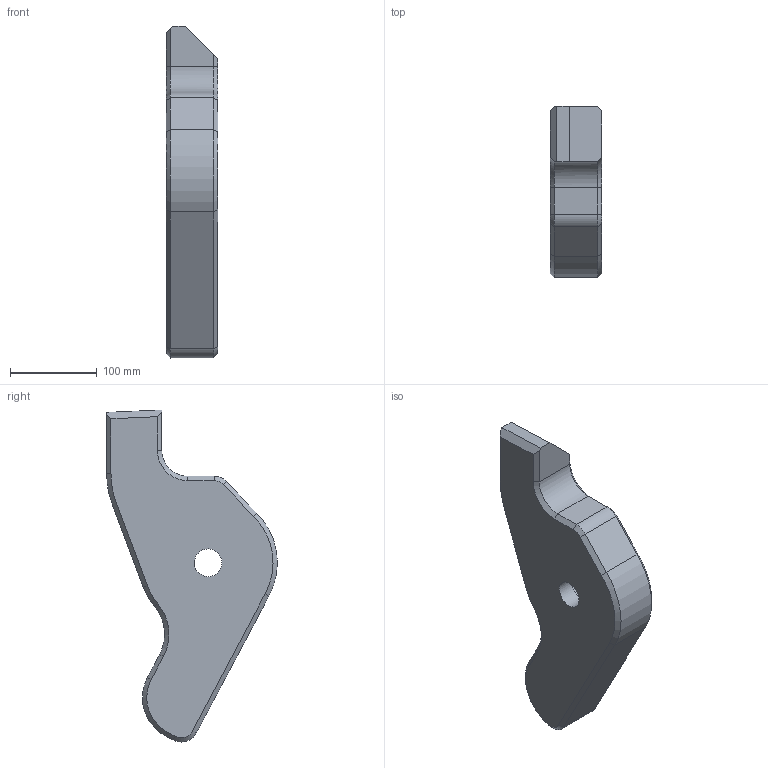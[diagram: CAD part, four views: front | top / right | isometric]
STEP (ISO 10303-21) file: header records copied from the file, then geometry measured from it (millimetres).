
FILE_DESCRIPTION(/* description */ (''),/* implementation_level */ '2;1');
FILE_NAME(/* name */ 'E-TKT_024-structure_P_press_1mmleft',/* time_stamp */ '2023-04-19T16:06:49-03:00',/* author */ (''),/* organization */ (''),/* preprocessor_version */ 'ST-DEVELOPER v16.5',/* originating_system */ '',/* authorisation */ '');
FILE_SCHEMA (('AUTOMOTIVE_DESIGN'));
Length unit declared in the file: centimetre
Products named in the file (1): Document
Bounding box: 60 x 197.36 x 383.77 mm (x, y, z)
Volume: 2201833.5 mm3; surface area: 144202.2 mm2
Topology: 1 solids, 1 shells, 58 faces, 132 edges, 78 vertices
Faces by surface type: plane 31, bspline 27
Entity records: 1581 total; most frequent: CARTESIAN_POINT 714, ORIENTED_EDGE 264, EDGE_CURVE 132, B_SPLINE_CURVE_WITH_KNOTS 84, VERTEX_POINT 78, EDGE_LOOP 62, ADVANCED_FACE 58, FACE_OUTER_BOUND 58
